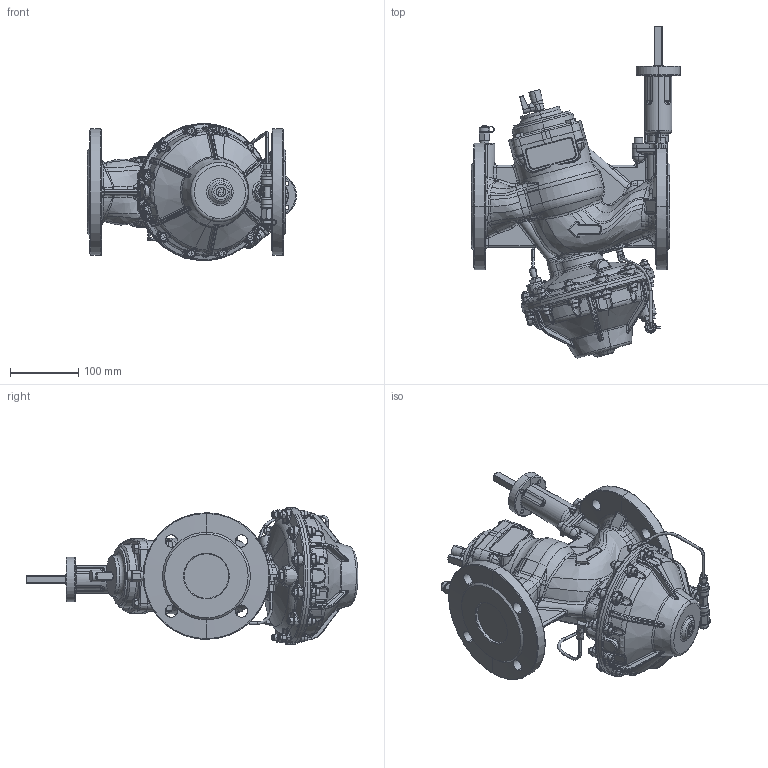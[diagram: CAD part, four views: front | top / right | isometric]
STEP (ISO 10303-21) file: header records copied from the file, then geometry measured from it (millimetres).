
FILE_DESCRIPTION(('CATIA V5 STEP Exchange','CAx-IF Rec.Pracs.--- Model Styling and Organization---1.5--- 2016-08-15','CAx-IF Rec.Pracs.---Supplemental Geometry---1.0---2011-11-01','CAx-IF Rec.Pracs.--- Composite Materials ---3.4---2017-06-13','CAx-IF Rec.Pracs.---Tessellated 3D Geometry---1.0---2015-12-17'),'2;1');
FILE_NAME('STEP_146060_-_TST.stp','2023-03-03T07:13:42+00:00',('none'),('none'),'CATIA Version 5-6 Release 2020 SP5','CATIA V5 STEP AP242 v2','none');
FILE_SCHEMA(('AP242_MANAGED_MODEL_BASED_3D_ENGINEERING_MIM_LF {1 0 10303 442 1 1 4}'));
Products named in the file (1): 146060 - TST
Bounding box: 305.69 x 485.48 x 199.65 mm (x, y, z)
Volume: 6338745.3 mm3; surface area: 425496.6 mm2
Topology: 1 solids, 28 shells, 4016 faces, 10237 edges, 6323 vertices
Faces by surface type: bspline 1371, plane 813, cylinder 782, cone 583, torus 370, sphere 97
Entity records: 151201 total; most frequent: CARTESIAN_POINT 79949, ORIENTED_EDGE 20390, EDGE_CURVE 10195, DIRECTION 7272, VERTEX_POINT 6323, EDGE_LOOP 4170, ADVANCED_FACE 4016, FACE_OUTER_BOUND 4016
